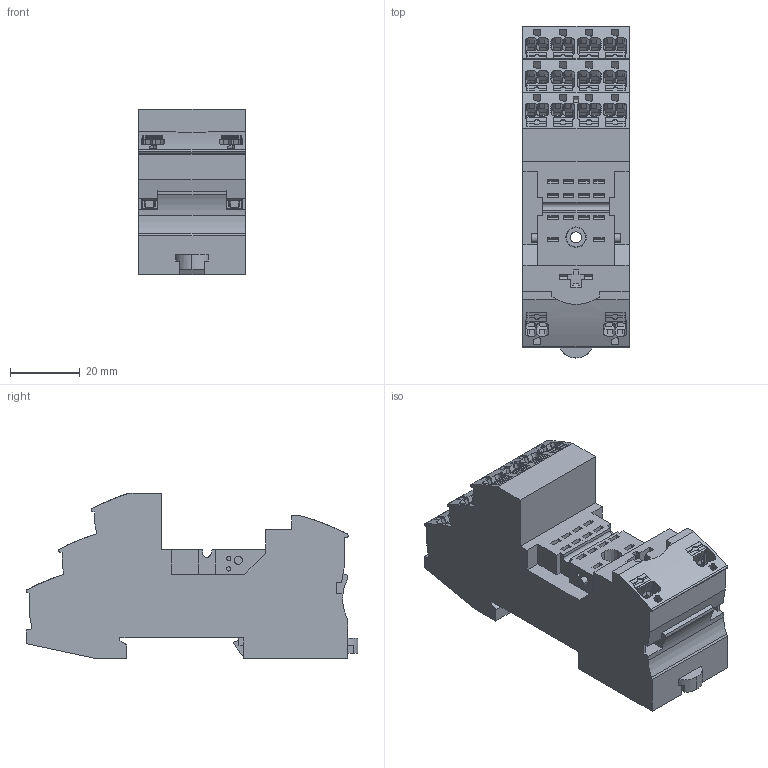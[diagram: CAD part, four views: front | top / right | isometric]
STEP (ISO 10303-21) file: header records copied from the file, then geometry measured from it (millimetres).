
FILE_DESCRIPTION(/* description */ ('Alibre Inc.'),/* implementation_level */ '2;1');
FILE_NAME(/* name */ 'export-CFE5C44C-EBC9-4A76-B08A-50D91C1F23D8',/* time_stamp */ '2021-04-08T15:05:53+02:00',/* author */ (''),/* organization */ (''),/* preprocessor_version */ 'ST-DEVELOPER v17',/* originating_system */ 'Alibre',/* authorisation */ '');
FILE_SCHEMA (('AUTOMOTIVE_DESIGN'));
Length unit declared in the file: millimetre
Products named in the file (2): RIF-2-BPT-31-SOC17-select
Bounding box: 30.6 x 95.4 x 47.54 mm (x, y, z)
Volume: 85620 mm3; surface area: 20077.3 mm2
Topology: 1 solids, 1 shells, 1222 faces, 3483 edges, 2314 vertices
Faces by surface type: plane 965, cylinder 241, bspline 14, cone 2
Entity records: 41928 total; most frequent: CARTESIAN_POINT 10915, ORIENTED_EDGE 6966, DIRECTION 5189, EDGE_CURVE 3483, VECTOR 2633, LINE 2633, VERTEX_POINT 2314, AXIS2_PLACEMENT_3D 1740
